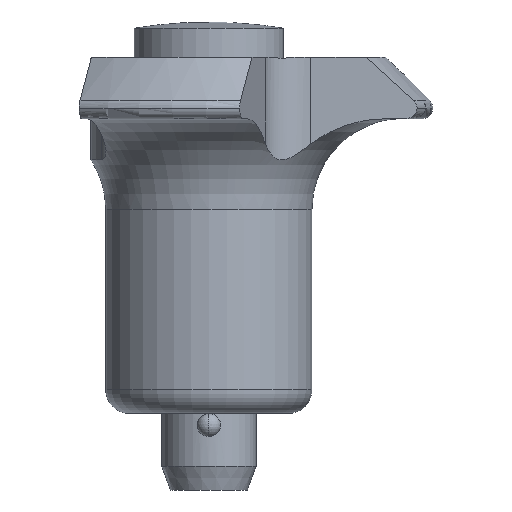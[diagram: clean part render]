
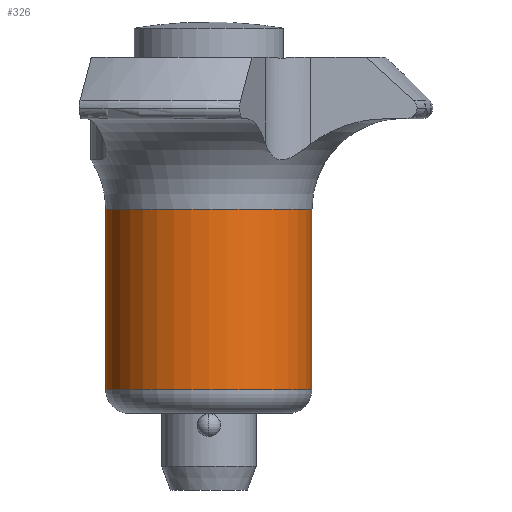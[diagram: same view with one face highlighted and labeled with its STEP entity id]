
A CAD part, front view. The second image highlights one B-rep face of the part: STEP entity #326.
In plain terms, the highlighted cylindrical face has radius 8.75 mm (diameter 17.5 mm), a partial arc.
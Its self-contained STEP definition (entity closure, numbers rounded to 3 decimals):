
#326=ADVANCED_FACE('',(#924),#925,.T.);
#426=EDGE_CURVE('',#670,#464,#1038,.T.);
#446=VERTEX_POINT('',#1059);
#464=VERTEX_POINT('',#1078);
#570=EDGE_CURVE('',#446,#602,#1194,.T.);
#588=EDGE_CURVE('',#464,#602,#1213,.T.);
#602=VERTEX_POINT('',#1228);
#614=EDGE_CURVE('',#446,#670,#1242,.T.);
#670=VERTEX_POINT('',#1303);
#924=FACE_OUTER_BOUND('',#1583,.T.);
#925=CYLINDRICAL_SURFACE('',#1584,8.75);
#1038=CIRCLE('',#1796,8.75);
#1059=CARTESIAN_POINT('',(-8.75,0.,0.959));
#1078=CARTESIAN_POINT('',(8.75,0.,16.264));
#1194=CIRCLE('',#2151,8.75);
#1213=LINE('',#2207,#2208);
#1228=CARTESIAN_POINT('',(8.75,0.,0.959));
#1242=LINE('',#2266,#2267);
#1303=CARTESIAN_POINT('',(-8.75,0.,16.264));
#1583=EDGE_LOOP('',(#3027,#3028,#3029,#3030));
#1584=AXIS2_PLACEMENT_3D('',#3031,#3032,#3033);
#1796=AXIS2_PLACEMENT_3D('',#3164,#3165,#3166);
#2151=AXIS2_PLACEMENT_3D('',#3358,#3359,#3360);
#2207=CARTESIAN_POINT('',(8.75,0.,9.434));
#2208=VECTOR('',#3375,1.0);
#2266=CARTESIAN_POINT('',(-8.75,0.,9.434));
#2267=VECTOR('',#3411,1.0);
#3027=ORIENTED_EDGE('',*,*,#614,.F.);
#3028=ORIENTED_EDGE('',*,*,#570,.T.);
#3029=ORIENTED_EDGE('',*,*,#588,.F.);
#3030=ORIENTED_EDGE('',*,*,#426,.F.);
#3031=CARTESIAN_POINT('',(0.,0.,9.434));
#3032=DIRECTION('',(-0.0,-0.0,-1.0));
#3033=DIRECTION('',(-1.0,0.,0.0));
#3164=CARTESIAN_POINT('',(0.,0.,16.264));
#3165=DIRECTION('',(0.0,0.0,1.0));
#3166=DIRECTION('',(-1.0,0.,0.0));
#3358=CARTESIAN_POINT('',(0.,0.,0.959));
#3359=DIRECTION('',(0.0,0.0,1.0));
#3360=DIRECTION('',(-1.0,0.,0.0));
#3375=DIRECTION('',(-0.0,-0.0,-1.0));
#3411=DIRECTION('',(0.0,0.0,1.0));
